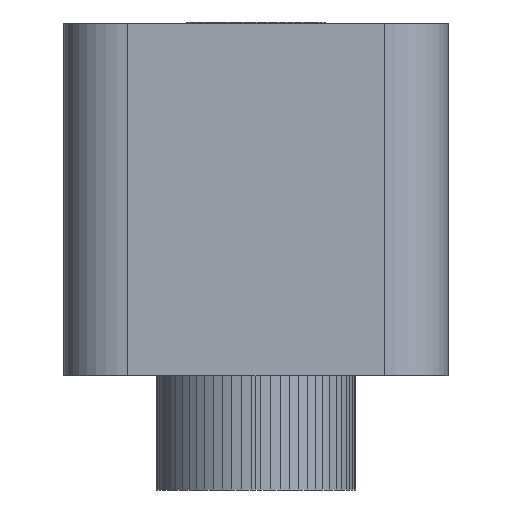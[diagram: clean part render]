
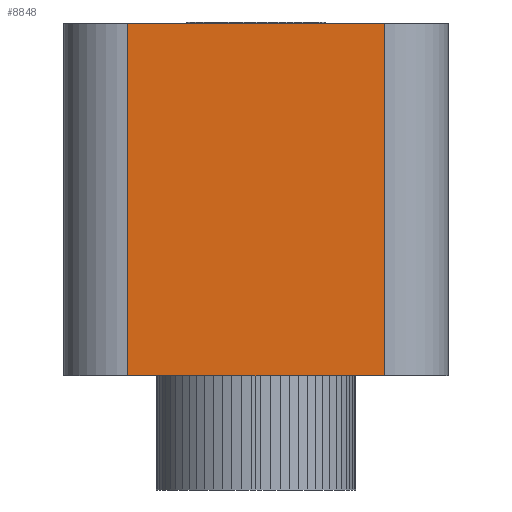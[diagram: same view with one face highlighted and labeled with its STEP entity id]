
A CAD part, front view. The second image highlights one B-rep face of the part: STEP entity #8848.
In plain terms, the highlighted face is planar.
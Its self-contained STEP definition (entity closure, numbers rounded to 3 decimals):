
#7992 = VERTEX_POINT('',#7993);
#7993 = CARTESIAN_POINT('',(-48.,22.,8.));
#8035 = VERTEX_POINT('',#8036);
#8036 = CARTESIAN_POINT('',(-48.,22.,-8.));
#8043 = EDGE_CURVE('',#8035,#7992,#8044,.T.);
#8044 = LINE('',#8045,#8046);
#8045 = CARTESIAN_POINT('',(-48.,22.,8.));
#8046 = VECTOR('',#8047,1.);
#8047 = DIRECTION('',(0.,0.,1.));
#8548 = VERTEX_POINT('',#8549);
#8549 = CARTESIAN_POINT('',(-48.,0.,8.));
#8565 = EDGE_CURVE('',#7992,#8548,#8566,.T.);
#8566 = LINE('',#8567,#8568);
#8567 = CARTESIAN_POINT('',(-48.,22.,8.));
#8568 = VECTOR('',#8569,1.);
#8569 = DIRECTION('',(0.,-1.,0.));
#8828 = VERTEX_POINT('',#8829);
#8829 = CARTESIAN_POINT('',(-48.,0.,-8.));
#8836 = EDGE_CURVE('',#8035,#8828,#8837,.T.);
#8837 = LINE('',#8838,#8839);
#8838 = CARTESIAN_POINT('',(-48.,22.,-8.));
#8839 = VECTOR('',#8840,1.);
#8840 = DIRECTION('',(0.,-1.,0.));
#8848 = ADVANCED_FACE('',(#8849),#8860,.F.);
#8849 = FACE_BOUND('',#8850,.T.);
#8850 = EDGE_LOOP('',(#8851,#8857,#8858,#8859));
#8851 = ORIENTED_EDGE('',*,*,#8852,.T.);
#8852 = EDGE_CURVE('',#8828,#8548,#8853,.T.);
#8853 = LINE('',#8854,#8855);
#8854 = CARTESIAN_POINT('',(-48.,0.,8.));
#8855 = VECTOR('',#8856,1.);
#8856 = DIRECTION('',(0.,0.,1.));
#8857 = ORIENTED_EDGE('',*,*,#8565,.F.);
#8858 = ORIENTED_EDGE('',*,*,#8043,.F.);
#8859 = ORIENTED_EDGE('',*,*,#8836,.T.);
#8860 = PLANE('',#8861);
#8861 = AXIS2_PLACEMENT_3D('',#8862,#8863,#8864);
#8862 = CARTESIAN_POINT('',(-48.,22.,8.));
#8863 = DIRECTION('',(1.,0.,0.));
#8864 = DIRECTION('',(0.,0.,-1.));
